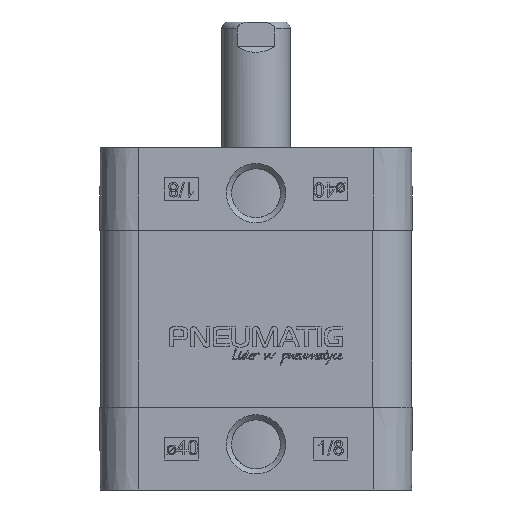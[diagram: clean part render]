
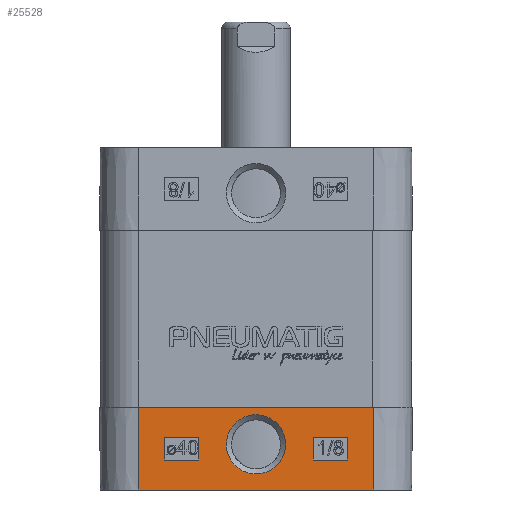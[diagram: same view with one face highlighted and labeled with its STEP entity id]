
A CAD part, left-side view. The second image highlights one B-rep face of the part: STEP entity #25528.
In plain terms, the highlighted planar face has unit normal (-1, 0, -0.009).
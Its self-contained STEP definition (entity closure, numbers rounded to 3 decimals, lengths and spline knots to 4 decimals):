
#915=B_SPLINE_CURVE_WITH_KNOTS($,3,(#34426,#34427,#34428,#34429,#34430,
#34431,#34432,#34433,#34434,#34435,#34436,#34437,#34438,#34439,#34440,#34441,
#34442,#34443,#34444,#34445,#34446,#34447,#34448,#34449,#34450,#34451,#34452,
#34453,#34454,#34455,#34456,#34457,#34458,#34459,#34460,#34461,#34462,#34463,
#34464,#34465,#34466,#34467,#34468),.UNSPECIFIED.,.T.,.F.,(4,3,3,3,3,3,
3,3,3,3,3,3,3,3,4),(0.,0.2329,0.4812,0.831,
1.2397,1.436,1.7544,1.9158,2.1593,
2.5393,2.9296,3.1203,3.4256,3.5849,
3.8177),.UNSPECIFIED.);
#2429=LINE($,#33141,#4432);
#2612=LINE($,#34309,#4615);
#2614=LINE($,#34313,#4617);
#2616=LINE($,#34317,#4619);
#2618=LINE($,#34320,#4621);
#2620=LINE($,#34326,#4623);
#2622=LINE($,#34330,#4625);
#2624=LINE($,#34334,#4627);
#2626=LINE($,#34337,#4629);
#2628=LINE($,#34473,#4631);
#2629=LINE($,#34474,#4632);
#2630=LINE($,#34475,#4633);
#4432=VECTOR($,#28500,4.13);
#4615=VECTOR($,#28837,0.4);
#4617=VECTOR($,#28841,0.6);
#4619=VECTOR($,#28845,0.4);
#4621=VECTOR($,#28849,0.6);
#4623=VECTOR($,#28855,0.4);
#4625=VECTOR($,#28859,0.6);
#4627=VECTOR($,#28863,0.4);
#4629=VECTOR($,#28867,0.6);
#4631=VECTOR($,#28875,4.13);
#4632=VECTOR($,#28876,1.4501);
#4633=VECTOR($,#28877,1.4501);
#6573=FACE_BOUND($,#8461,.T.);
#6574=FACE_BOUND($,#8462,.T.);
#6575=FACE_BOUND($,#8463,.T.);
#6912=FACE_OUTER_BOUND($,#8460,.T.);
#8460=EDGE_LOOP($,(#17814,#17815,#17816,#17817));
#8461=EDGE_LOOP($,(#17818,#17819,#17820,#17821));
#8462=EDGE_LOOP($,(#17822,#17823,#17824,#17825));
#8463=EDGE_LOOP($,(#17826));
#10484=VERTEX_POINT($,#33138);
#10485=VERTEX_POINT($,#33140);
#10712=VERTEX_POINT($,#34306);
#10713=VERTEX_POINT($,#34308);
#10714=VERTEX_POINT($,#34312);
#10715=VERTEX_POINT($,#34316);
#10716=VERTEX_POINT($,#34323);
#10717=VERTEX_POINT($,#34325);
#10718=VERTEX_POINT($,#34329);
#10719=VERTEX_POINT($,#34333);
#10720=VERTEX_POINT($,#34379);
#10722=VERTEX_POINT($,#34471);
#10723=VERTEX_POINT($,#34472);
#13161=EDGE_CURVE($,#10485,#10484,#2429,.T.);
#13465=EDGE_CURVE($,#10713,#10712,#2612,.T.);
#13467=EDGE_CURVE($,#10714,#10713,#2614,.T.);
#13469=EDGE_CURVE($,#10715,#10714,#2616,.T.);
#13471=EDGE_CURVE($,#10712,#10715,#2618,.T.);
#13473=EDGE_CURVE($,#10717,#10716,#2620,.T.);
#13475=EDGE_CURVE($,#10718,#10717,#2622,.T.);
#13477=EDGE_CURVE($,#10719,#10718,#2624,.T.);
#13479=EDGE_CURVE($,#10716,#10719,#2626,.T.);
#13482=EDGE_CURVE($,#10720,#10720,#915,.T.);
#13483=EDGE_CURVE($,#10722,#10723,#2628,.T.);
#13484=EDGE_CURVE($,#10485,#10723,#2629,.T.);
#13485=EDGE_CURVE($,#10484,#10722,#2630,.T.);
#17814=ORIENTED_EDGE($,*,*,#13483,.T.);
#17815=ORIENTED_EDGE($,*,*,#13484,.F.);
#17816=ORIENTED_EDGE($,*,*,#13161,.T.);
#17817=ORIENTED_EDGE($,*,*,#13485,.T.);
#17818=ORIENTED_EDGE($,*,*,#13465,.T.);
#17819=ORIENTED_EDGE($,*,*,#13471,.T.);
#17820=ORIENTED_EDGE($,*,*,#13469,.T.);
#17821=ORIENTED_EDGE($,*,*,#13467,.T.);
#17822=ORIENTED_EDGE($,*,*,#13473,.T.);
#17823=ORIENTED_EDGE($,*,*,#13479,.T.);
#17824=ORIENTED_EDGE($,*,*,#13477,.T.);
#17825=ORIENTED_EDGE($,*,*,#13475,.T.);
#17826=ORIENTED_EDGE($,*,*,#13482,.F.);
#24925=PLANE($,#27109);
#25528=ADVANCED_FACE($,(#6912,#6573,#6574,#6575),#24925,.T.);
#27109=AXIS2_PLACEMENT_3D($,#34470,#28873,#28874);
#28500=DIRECTION($,(0.,1.,0.));
#28837=DIRECTION($,(-0.009,0.,1.));
#28841=DIRECTION($,(0.,1.,0.));
#28845=DIRECTION($,(0.009,0.,-1.));
#28849=DIRECTION($,(0.,-1.,0.));
#28855=DIRECTION($,(-0.009,0.,1.));
#28859=DIRECTION($,(0.,1.,0.));
#28863=DIRECTION($,(0.009,0.,-1.));
#28867=DIRECTION($,(0.,-1.,0.));
#28873=DIRECTION('center_axis',(-1.,0.,-0.009));
#28874=DIRECTION('ref_axis',(-0.009,0.,
1.));
#28875=DIRECTION($,(0.,-1.,0.));
#28876=DIRECTION($,(0.009,0.,-1.));
#28877=DIRECTION($,(0.009,0.,-1.));
#33138=CARTESIAN_POINT('',(-2.74,2.065,-3.05));
#33140=CARTESIAN_POINT('',(-2.74,-2.065,-3.05));
#33141=CARTESIAN_POINT($,(-2.74,-2.065,-3.05));
#34306=CARTESIAN_POINT('',(-2.7354,-1.,-3.575));
#34308=CARTESIAN_POINT('',(-2.7319,-1.,-3.975));
#34309=CARTESIAN_POINT($,(-2.7319,-1.,-3.975));
#34312=CARTESIAN_POINT('',(-2.7319,-1.6,-3.975));
#34313=CARTESIAN_POINT($,(-2.7319,-1.6,-3.975));
#34316=CARTESIAN_POINT('',(-2.7354,-1.6,-3.575));
#34317=CARTESIAN_POINT($,(-2.7354,-1.6,-3.575));
#34320=CARTESIAN_POINT($,(-2.7354,-1.,-3.575));
#34323=CARTESIAN_POINT('',(-2.7354,1.6,-3.575));
#34325=CARTESIAN_POINT('',(-2.7319,1.6,-3.975));
#34326=CARTESIAN_POINT($,(-2.7319,1.6,-3.975));
#34329=CARTESIAN_POINT('',(-2.7319,1.,-3.975));
#34330=CARTESIAN_POINT($,(-2.7319,1.,-3.975));
#34333=CARTESIAN_POINT('',(-2.7354,1.,-3.575));
#34334=CARTESIAN_POINT($,(-2.7354,1.,-3.575));
#34337=CARTESIAN_POINT($,(-2.7354,1.6,-3.575));
#34379=CARTESIAN_POINT('',(-2.7389,-0.0001,-3.1813));
#34426=CARTESIAN_POINT('Ctrl Pts',(-2.7298,-0.0003,
-4.2194));
#34427=CARTESIAN_POINT('Ctrl Pts',(-2.7298,-0.0779,
-4.2195));
#34428=CARTESIAN_POINT('Ctrl Pts',(-2.7299,-0.1577,
-4.2019));
#34429=CARTESIAN_POINT('Ctrl Pts',(-2.7302,-0.2256,
-4.1693));
#34430=CARTESIAN_POINT('Ctrl Pts',(-2.7305,-0.2979,
-4.1344));
#34431=CARTESIAN_POINT('Ctrl Pts',(-2.7309,-0.3477,
-4.0908));
#34432=CARTESIAN_POINT('Ctrl Pts',(-2.7313,-0.3884,
-4.0445));
#34433=CARTESIAN_POINT('Ctrl Pts',(-2.7319,-0.4457,
-3.9793));
#34434=CARTESIAN_POINT('Ctrl Pts',(-2.7326,-0.4874,
-3.8996));
#34435=CARTESIAN_POINT('Ctrl Pts',(-2.7333,-0.5064,
-3.8164));
#34436=CARTESIAN_POINT('Ctrl Pts',(-2.7342,-0.5286,
-3.7192));
#34437=CARTESIAN_POINT('Ctrl Pts',(-2.7351,-0.5208,
-3.6134));
#34438=CARTESIAN_POINT('Ctrl Pts',(-2.7359,-0.4857,
-3.5181));
#34439=CARTESIAN_POINT('Ctrl Pts',(-2.7363,-0.4688,
-3.4723));
#34440=CARTESIAN_POINT('Ctrl Pts',(-2.7367,-0.4442,
-3.424));
#34441=CARTESIAN_POINT('Ctrl Pts',(-2.7371,-0.4066,
-3.3768));
#34442=CARTESIAN_POINT('Ctrl Pts',(-2.7378,-0.3455,
-3.3002));
#34443=CARTESIAN_POINT('Ctrl Pts',(-2.7384,-0.2539,
-3.2371));
#34444=CARTESIAN_POINT('Ctrl Pts',(-2.7386,-0.1544,
-3.2056));
#34445=CARTESIAN_POINT('Ctrl Pts',(-2.7388,-0.104,
-3.1896));
#34446=CARTESIAN_POINT('Ctrl Pts',(-2.7389,-0.0512,
-3.1813));
#34447=CARTESIAN_POINT('Ctrl Pts',(-2.7389,-0.0001,
-3.1813));
#34448=CARTESIAN_POINT('Ctrl Pts',(-2.7389,0.0771,
-3.1813));
#34449=CARTESIAN_POINT('Ctrl Pts',(-2.7387,0.1392,
-3.198));
#34450=CARTESIAN_POINT('Ctrl Pts',(-2.7385,0.1921,
-3.2193));
#34451=CARTESIAN_POINT('Ctrl Pts',(-2.7382,0.2747,-3.2525));
#34452=CARTESIAN_POINT('Ctrl Pts',(-2.7378,0.349,
-3.3052));
#34453=CARTESIAN_POINT('Ctrl Pts',(-2.7371,0.4062,-3.3769));
#34454=CARTESIAN_POINT('Ctrl Pts',(-2.7365,0.465,
-3.4506));
#34455=CARTESIAN_POINT('Ctrl Pts',(-2.7356,0.507,
-3.5508));
#34456=CARTESIAN_POINT('Ctrl Pts',(-2.7347,0.517,
-3.6541));
#34457=CARTESIAN_POINT('Ctrl Pts',(-2.7343,0.5218,
-3.7045));
#34458=CARTESIAN_POINT('Ctrl Pts',(-2.7338,0.5204,
-3.7577));
#34459=CARTESIAN_POINT('Ctrl Pts',(-2.7333,0.507,
-3.8164));
#34460=CARTESIAN_POINT('Ctrl Pts',(-2.7325,0.4856,
-3.9104));
#34461=CARTESIAN_POINT('Ctrl Pts',(-2.7317,0.4309,
-4.0066));
#34462=CARTESIAN_POINT('Ctrl Pts',(-2.731,0.3566,
-4.0774));
#34463=CARTESIAN_POINT('Ctrl Pts',(-2.7307,0.3179,
-4.1144));
#34464=CARTESIAN_POINT('Ctrl Pts',(-2.7304,0.2735,
-4.1455));
#34465=CARTESIAN_POINT('Ctrl Pts',(-2.7302,0.2254,
-4.1687));
#34466=CARTESIAN_POINT('Ctrl Pts',(-2.7299,0.155,-4.2027));
#34467=CARTESIAN_POINT('Ctrl Pts',(-2.7298,0.0773,
-4.2193));
#34468=CARTESIAN_POINT('Ctrl Pts',(-2.7298,-0.0003,
-4.2194));
#34470=CARTESIAN_POINT('Origin',(-2.74,0.,-3.05));
#34471=CARTESIAN_POINT('',(-2.7273,2.065,-4.5));
#34472=CARTESIAN_POINT('',(-2.7273,-2.065,-4.5));
#34473=CARTESIAN_POINT($,(-2.7273,2.065,-4.5));
#34474=CARTESIAN_POINT($,(-2.74,-2.065,-3.05));
#34475=CARTESIAN_POINT($,(-2.74,2.065,-3.05));
